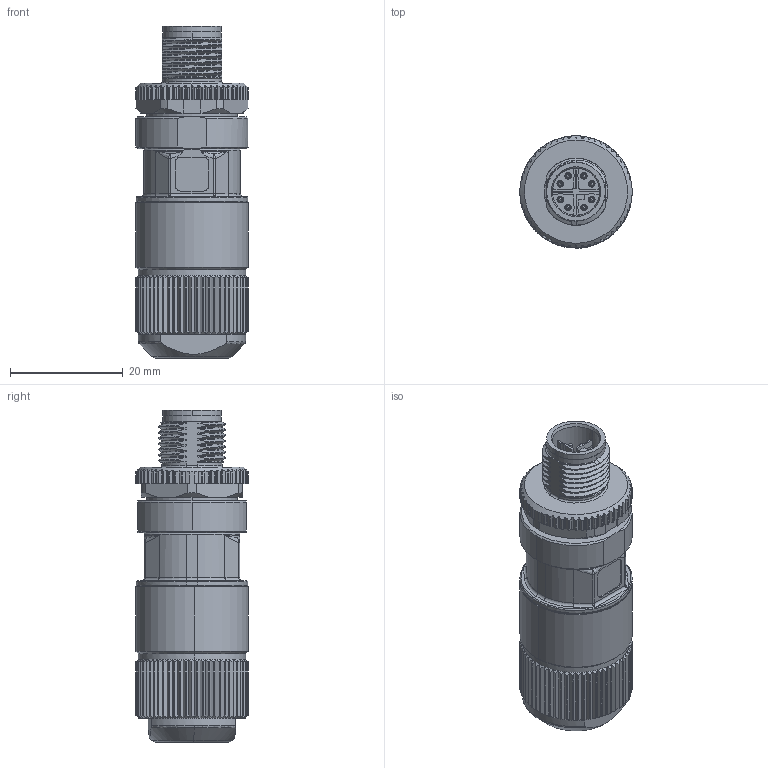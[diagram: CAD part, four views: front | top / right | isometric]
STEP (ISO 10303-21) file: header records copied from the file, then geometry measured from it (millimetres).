
FILE_DESCRIPTION (( 'STEP AP214' ), '1' );
FILE_NAME ('J80026A0100H50.STEP', '2013-09-10T08:22:24', ( 'Wartung1' ), ( '' ), 'SwSTEP 2.0', 'SolidWorks 2013', '' );
FILE_SCHEMA (( 'AUTOMOTIVE_DESIGN' ));
Length unit declared in the file: millimetre
Products named in the file (1): J80026A0100H50
Bounding box: 19.9 x 19.9 x 58.85 mm (x, y, z)
Volume: 14079.4 mm3; surface area: 5108.7 mm2
Topology: 1 solids, 1 shells, 1015 faces, 2571 edges, 1579 vertices
Faces by surface type: plane 382, cylinder 366, cone 149, bspline 68, torus 42, sphere 8
Entity records: 53968 total; most frequent: CARTESIAN_POINT 19892, ORIENTED_EDGE 5094, DIRECTION 4454, EDGE_CURVE 2547, AXIS2_PLACEMENT_3D 1712, VERTEX_POINT 1571, EDGE_LOOP 1052, VECTOR 1030
